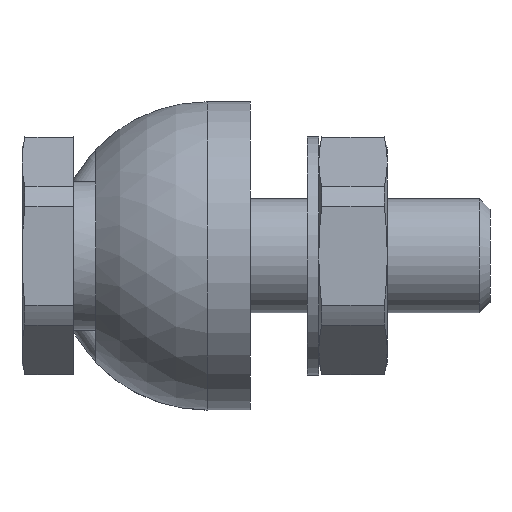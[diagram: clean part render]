
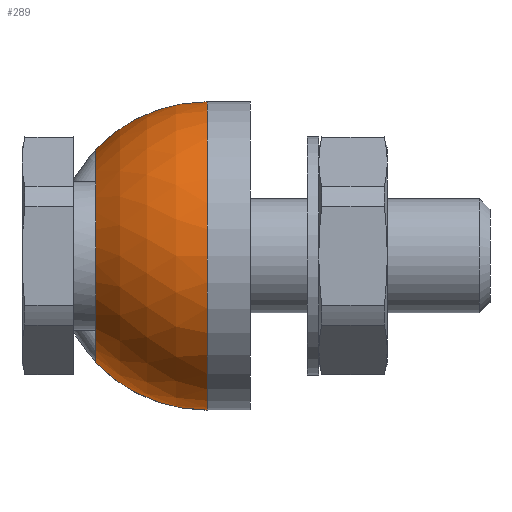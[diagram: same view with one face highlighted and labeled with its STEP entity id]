
A CAD part, front view. The second image highlights one B-rep face of the part: STEP entity #289.
In plain terms, the highlighted spherical face has radius 13.5 mm.
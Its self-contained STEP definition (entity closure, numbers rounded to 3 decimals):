
#289 = ADVANCED_FACE( '', ( #667 ), #668, .T. );
#667 = FACE_OUTER_BOUND( '', #1136, .T. );
#668 = SPHERICAL_SURFACE( '', #1137, 13.5 );
#1136 = EDGE_LOOP( '', ( #1932, #1933, #1934, #1935, #1936, #1937, #1938, #1939 ) );
#1137 = AXIS2_PLACEMENT_3D( '', #1940, #1941, #1942 );
#1932 = ORIENTED_EDGE( '', *, *, #2980, .T. );
#1933 = ORIENTED_EDGE( '', *, *, #2948, .T. );
#1934 = ORIENTED_EDGE( '', *, *, #2981, .F. );
#1935 = ORIENTED_EDGE( '', *, *, #2735, .F. );
#1936 = ORIENTED_EDGE( '', *, *, #2982, .T. );
#1937 = ORIENTED_EDGE( '', *, *, #2954, .T. );
#1938 = ORIENTED_EDGE( '', *, *, #2983, .T. );
#1939 = ORIENTED_EDGE( '', *, *, #2905, .T. );
#1940 = CARTESIAN_POINT( '', ( -3.79, 0.01, 0. ) );
#1941 = DIRECTION( '', ( -1., 0., 0. ) );
#1942 = DIRECTION( '', ( 0., 0.017, -1. ) );
#2735 = EDGE_CURVE( '', #3259, #3261, #3262, .T. );
#2905 = EDGE_CURVE( '', #3538, #3536, #3539, .T. );
#2948 = EDGE_CURVE( '', #3605, #3603, #3606, .F. );
#2954 = EDGE_CURVE( '', #3617, #3615, #3618, .F. );
#2980 = EDGE_CURVE( '', #3536, #3605, #3652, .F. );
#2981 = EDGE_CURVE( '', #3261, #3603, #3653, .T. );
#2982 = EDGE_CURVE( '', #3259, #3617, #3654, .T. );
#2983 = EDGE_CURVE( '', #3615, #3538, #3655, .F. );
#3259 = VERTEX_POINT( '', #4015 );
#3261 = VERTEX_POINT( '', #4018 );
#3262 = CIRCLE( '', #4019, 9.358 );
#3536 = VERTEX_POINT( '', #4410 );
#3538 = VERTEX_POINT( '', #4413 );
#3539 = CIRCLE( '', #4414, 13.5 );
#3603 = VERTEX_POINT( '', #4521 );
#3605 = VERTEX_POINT( '', #4524 );
#3606 = CIRCLE( '', #4525, 9.379 );
#3615 = VERTEX_POINT( '', #4538 );
#3617 = VERTEX_POINT( '', #4541 );
#3618 = CIRCLE( '', #4542, 9.379 );
#3652 = CIRCLE( '', #4596, 13.5 );
#3653 = CIRCLE( '', #4597, 13.5 );
#3654 = CIRCLE( '', #4598, 13.5 );
#3655 = CIRCLE( '', #4599, 13.5 );
#4015 = CARTESIAN_POINT( '', ( -13.52, 0.173, -9.357 ) );
#4018 = CARTESIAN_POINT( '', ( -13.52, 0.173, 9.357 ) );
#4019 = AXIS2_PLACEMENT_3D( '', #5026, #5027, #5028 );
#4410 = CARTESIAN_POINT( '', ( -3.79, 0., 13.5 ) );
#4413 = CARTESIAN_POINT( '', ( -3.79, 0., -13.5 ) );
#4414 = AXIS2_PLACEMENT_3D( '', #5255, #5256, #5257 );
#4521 = CARTESIAN_POINT( '', ( -13.5, 0.174, 9.378 ) );
#4524 = CARTESIAN_POINT( '', ( -13.5, 0., 9.379 ) );
#4525 = AXIS2_PLACEMENT_3D( '', #5302, #5303, #5304 );
#4538 = CARTESIAN_POINT( '', ( -13.5, 0., -9.379 ) );
#4541 = CARTESIAN_POINT( '', ( -13.5, 0.174, -9.378 ) );
#4542 = AXIS2_PLACEMENT_3D( '', #5310, #5311, #5312 );
#4596 = AXIS2_PLACEMENT_3D( '', #5336, #5337, #5338 );
#4597 = AXIS2_PLACEMENT_3D( '', #5339, #5340, #5341 );
#4598 = AXIS2_PLACEMENT_3D( '', #5342, #5343, #5344 );
#4599 = AXIS2_PLACEMENT_3D( '', #5345, #5346, #5347 );
#5026 = CARTESIAN_POINT( '', ( -13.52, 0.01, 0. ) );
#5027 = DIRECTION( '', ( -1., 0., 0. ) );
#5028 = DIRECTION( '', ( 0., 0., 1. ) );
#5255 = CARTESIAN_POINT( '', ( -3.79, 0.01, 0. ) );
#5256 = DIRECTION( '', ( -1., 0., 0. ) );
#5257 = DIRECTION( '', ( 0., 0., 1. ) );
#5302 = CARTESIAN_POINT( '', ( -13.5, 0.01, 0. ) );
#5303 = DIRECTION( '', ( 1., 0., 0. ) );
#5304 = DIRECTION( '', ( 0., 0., -1. ) );
#5310 = CARTESIAN_POINT( '', ( -13.5, 0.01, 0. ) );
#5311 = DIRECTION( '', ( 1., 0., 0. ) );
#5312 = DIRECTION( '', ( 0., 0., -1. ) );
#5336 = CARTESIAN_POINT( '', ( -3.79, 0., 0. ) );
#5337 = DIRECTION( '', ( 0., 1., 0. ) );
#5338 = DIRECTION( '', ( 0., 0., 1. ) );
#5339 = CARTESIAN_POINT( '', ( -3.79, 0.01, 0. ) );
#5340 = DIRECTION( '', ( 0., 1., -0.017 ) );
#5341 = DIRECTION( '', ( 1., 0., 0. ) );
#5342 = CARTESIAN_POINT( '', ( -3.79, 0.01, 0. ) );
#5343 = DIRECTION( '', ( 0., -1., -0.017 ) );
#5344 = DIRECTION( '', ( 1., 0., 0. ) );
#5345 = CARTESIAN_POINT( '', ( -3.79, 0., 0. ) );
#5346 = DIRECTION( '', ( 0., 1., 0. ) );
#5347 = DIRECTION( '', ( 0., 0., 1. ) );
